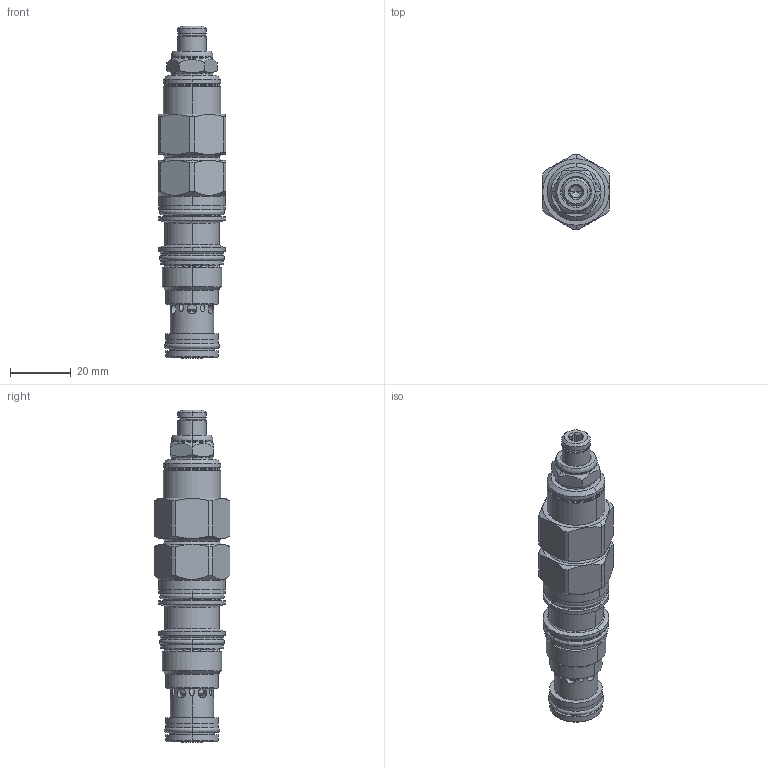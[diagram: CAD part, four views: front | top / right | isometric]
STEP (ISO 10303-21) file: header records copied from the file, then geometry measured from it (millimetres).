
FILE_DESCRIPTION((''),'2;1');
FILE_NAME('CACH-LGN_PRT','2015-10-19T',('Administrator'),(''),'PRO/ENGINEER BY PARAMETRIC TECHNOLOGY CORPORATION, 2006240','PRO/ENGINEER BY PARAMETRIC TECHNOLOGY CORPORATION, 2006240','');
FILE_SCHEMA(('CONFIG_CONTROL_DESIGN'));
Length unit declared in the file: inch
Products named in the file (1): CACH-LGN_PRT
Bounding box: 22.23 x 24.84 x 109.18 mm (x, y, z)
Volume: 29349.1 mm3; surface area: 11486.6 mm2
Topology: 5 solids, 5 shells, 335 faces, 793 edges, 485 vertices
Faces by surface type: cylinder 122, plane 79, cone 64, torus 57, revolution 10, sphere 3
Entity records: 12357 total; most frequent: CARTESIAN_POINT 4496, DIRECTION 1736, ORIENTED_EDGE 1582, EDGE_CURVE 791, AXIS2_PLACEMENT_3D 752, VERTEX_POINT 485, CIRCLE 427, EDGE_LOOP 378
